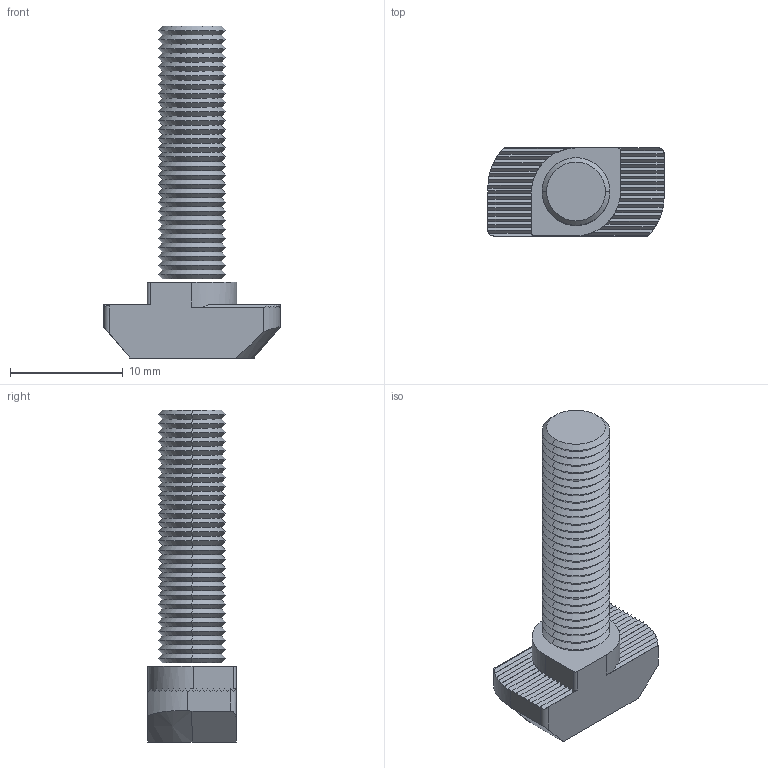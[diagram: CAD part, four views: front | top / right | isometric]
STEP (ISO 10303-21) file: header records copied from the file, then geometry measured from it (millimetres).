
FILE_DESCRIPTION (( 'STEP AP203' ), '1' );
FILE_NAME ('084.301.044.STEP', '2015-05-14T10:01:22', ( '' ), ( '' ), 'SwSTEP 2.0', 'SolidWorks 2012', '' );
FILE_SCHEMA (( 'CONFIG_CONTROL_DESIGN' ));
Length unit declared in the file: millimetre
Products named in the file (1): 084.301.044
Bounding box: 15.6 x 7.8 x 29.4 mm (x, y, z)
Volume: 1161.6 mm3; surface area: 1090 mm2
Topology: 2 solids, 2 shells, 202 faces, 478 edges, 280 vertices
Faces by surface type: cone 114, plane 80, cylinder 8
Entity records: 5755 total; most frequent: CARTESIAN_POINT 1199, ORIENTED_EDGE 956, DIRECTION 934, EDGE_CURVE 478, AXIS2_PLACEMENT_3D 327, VECTOR 280, LINE 280, VERTEX_POINT 280
